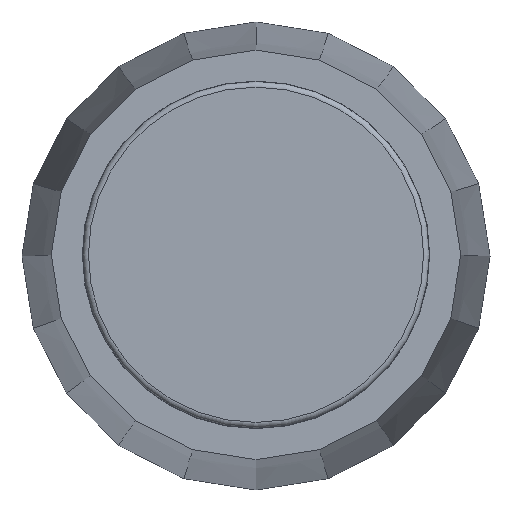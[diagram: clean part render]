
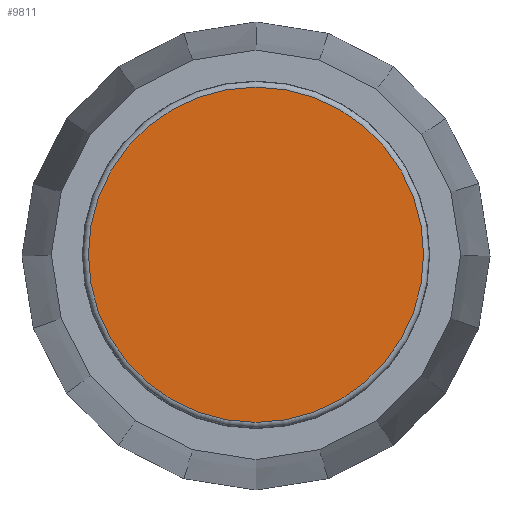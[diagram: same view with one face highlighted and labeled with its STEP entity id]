
A CAD part, top view. The second image highlights one B-rep face of the part: STEP entity #9811.
In plain terms, the highlighted planar face has unit normal (0, 0, 1).
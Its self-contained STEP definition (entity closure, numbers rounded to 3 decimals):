
#9787 = VERTEX_POINT('',#9788);
#9788 = CARTESIAN_POINT('',(-4.351,0.,18.));
#9798 = EDGE_CURVE('',#9787,#9787,#9799,.T.);
#9799 = CIRCLE('',#9800,4.351);
#9800 = AXIS2_PLACEMENT_3D('',#9801,#9802,#9803);
#9801 = CARTESIAN_POINT('',(0.,0.,18.));
#9802 = DIRECTION('',(0.,0.,-1.));
#9803 = DIRECTION('',(-1.,0.,0.));
#9811 = ADVANCED_FACE('',(#9812),#9815,.F.);
#9812 = FACE_BOUND('',#9813,.T.);
#9813 = EDGE_LOOP('',(#9814));
#9814 = ORIENTED_EDGE('',*,*,#9798,.F.);
#9815 = PLANE('',#9816);
#9816 = AXIS2_PLACEMENT_3D('',#9817,#9818,#9819);
#9817 = CARTESIAN_POINT('',(0.,0.,18.));
#9818 = DIRECTION('',(0.,0.,-1.));
#9819 = DIRECTION('',(-1.,0.,0.));
